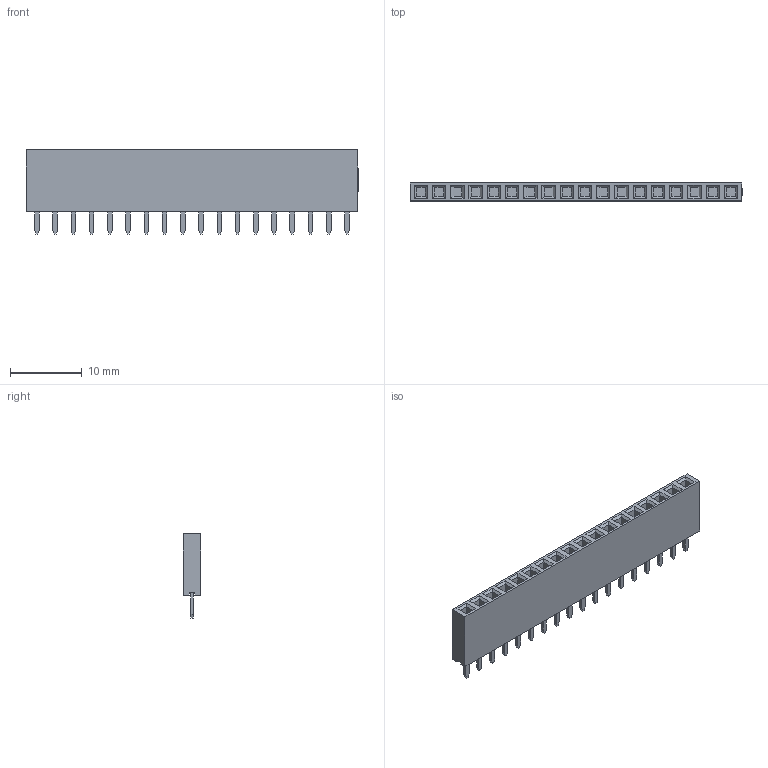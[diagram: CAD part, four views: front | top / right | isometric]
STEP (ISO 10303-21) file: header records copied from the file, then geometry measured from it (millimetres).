
FILE_DESCRIPTION(/* description */ ('Designed by EasyEDA Pro'),/* implementation_level */ '2;1');
FILE_NAME(/* name */ 'PM_2.54_1X18P_LH.step',/* time_stamp */ '2025-03-26T16:23:03+08:00',/* author */ (''),/* organization */ (''),/* preprocessor_version */ 'ST-DEVELOPER v20.1',/* originating_system */ 'Autodesk Translation Framework v14.4.0.0',/* authorisation */ '');
FILE_SCHEMA (('AUTOMOTIVE_DESIGN { 1 0 10303 214 3 1 1 }'));
Length unit declared in the file: millimetre
Products named in the file (3): 2KN7-PCBModel; 2KN7-Board; 2KN7-U1-HDR-TH_18P-P2.54-V-F
Assembly tree (2 placements, depth 2):
  2KN7-PCBModel
    2KN7-Board
    2KN7-U1-HDR-TH_18P-P2.54-V-F
Bounding box: 46.23 x 2.5 x 11.7 mm (x, y, z)
Volume: 897.5 mm3; surface area: 1469.3 mm2
Topology: 1 solids, 1 shells, 581 faces, 1479 edges, 962 vertices
Faces by surface type: plane 469, bspline 112
Entity records: 19051 total; most frequent: CARTESIAN_POINT 4867, ORIENTED_EDGE 2958, DIRECTION 2371, EDGE_CURVE 1479, LINE 1255, VECTOR 1255, VERTEX_POINT 962, EDGE_LOOP 643
